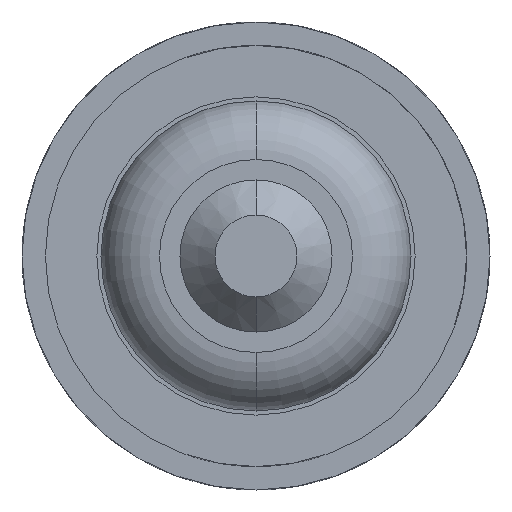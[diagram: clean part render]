
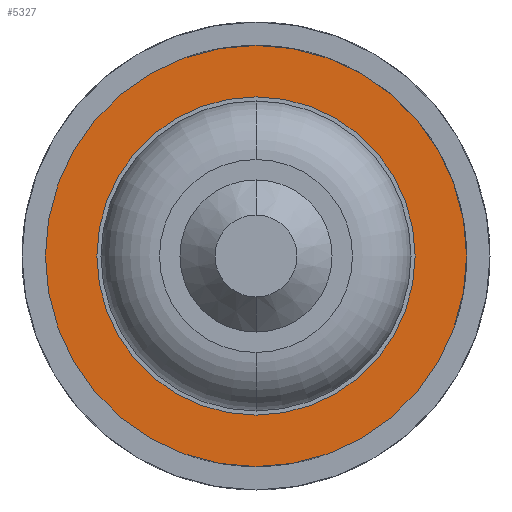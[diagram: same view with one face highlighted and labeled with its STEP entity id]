
A CAD part, front view. The second image highlights one B-rep face of the part: STEP entity #5327.
In plain terms, the highlighted planar face has unit normal (0, -1, 0).
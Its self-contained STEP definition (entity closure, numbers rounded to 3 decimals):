
#327 = CARTESIAN_POINT ( 'NONE',  ( 0., -7., 0. ) ) ;
#542 = CARTESIAN_POINT ( 'NONE',  ( 0., -7., -1.8 ) ) ;
#772 = DIRECTION ( 'NONE',  ( 0., -1., 0. ) ) ;
#867 = FACE_BOUND ( 'NONE', #5073, .T. ) ;
#1012 = VERTEX_POINT ( 'NONE', #1025 ) ;
#1017 = DIRECTION ( 'NONE',  ( 0., 0., 1. ) ) ;
#1025 = CARTESIAN_POINT ( 'NONE',  ( 0., -7., -1.325 ) ) ;
#1106 = CIRCLE ( 'NONE', #4350, 1.8 ) ;
#1802 = PLANE ( 'NONE',  #4784 ) ;
#1804 = VERTEX_POINT ( 'NONE', #4352 ) ;
#1829 = DIRECTION ( 'NONE',  ( 0., 0., -1. ) ) ;
#1915 = CARTESIAN_POINT ( 'NONE',  ( 0., -7., 0. ) ) ;
#2059 = ORIENTED_EDGE ( 'NONE', *, *, #5731, .T. ) ;
#2364 = DIRECTION ( 'NONE',  ( 0., 1., 0. ) ) ;
#2701 = CIRCLE ( 'NONE', #4562, 1.325 ) ;
#2737 = EDGE_LOOP ( 'NONE', ( #5793, #6668 ) ) ;
#2947 = DIRECTION ( 'NONE',  ( 0., 1., 0. ) ) ;
#2974 = DIRECTION ( 'NONE',  ( 0., 0., 1. ) ) ;
#3349 = ORIENTED_EDGE ( 'NONE', *, *, #5702, .T. ) ;
#3366 = CARTESIAN_POINT ( 'NONE',  ( 0., -7., 0. ) ) ;
#3405 = CARTESIAN_POINT ( 'NONE',  ( -1.8, -7., 0. ) ) ;
#3801 = FACE_OUTER_BOUND ( 'NONE', #2737, .T. ) ;
#3820 = CARTESIAN_POINT ( 'NONE',  ( 0., -7., 1.325 ) ) ;
#3884 = DIRECTION ( 'NONE',  ( 0., 0., 1. ) ) ;
#3904 = CARTESIAN_POINT ( 'NONE',  ( 0., -7., 0. ) ) ;
#3975 = AXIS2_PLACEMENT_3D ( 'NONE', #3366, #5409, #3884 ) ;
#4195 = CIRCLE ( 'NONE', #5450, 1.8 ) ;
#4311 = VERTEX_POINT ( 'NONE', #3820 ) ;
#4350 = AXIS2_PLACEMENT_3D ( 'NONE', #1915, #2947, #2974 ) ;
#4352 = CARTESIAN_POINT ( 'NONE',  ( 0., -7., 1.8 ) ) ;
#4462 = EDGE_CURVE ( 'Defeature ausgef�hrt1_0+Defeature ausgef�hrt1_100+Defeature ausgef�hrt1_100+Defeature ausgef�hrt1_100', #6149, #1804, #1106, .T. ) ;
#4562 = AXIS2_PLACEMENT_3D ( 'NONE', #3904, #4909, #6452 ) ;
#4669 = CIRCLE ( 'NONE', #3975, 1.325 ) ;
#4784 = AXIS2_PLACEMENT_3D ( 'NONE', #3405, #772, #1829 ) ;
#4909 = DIRECTION ( 'NONE',  ( 0., 1., 0. ) ) ;
#5073 = EDGE_LOOP ( 'NONE', ( #3349, #2059 ) ) ;
#5327 = ADVANCED_FACE ( 'Defeature ausgef�hrt1_100', ( #867, #3801 ), #1802, .T. ) ;
#5350 = EDGE_CURVE ( 'Defeature ausgef�hrt1_0+Defeature ausgef�hrt1_100+Defeature ausgef�hrt1_100+Defeature ausgef�hrt1_100', #1804, #6149, #4195, .T. ) ;
#5409 = DIRECTION ( 'NONE',  ( 0., 1., 0. ) ) ;
#5450 = AXIS2_PLACEMENT_3D ( 'NONE', #327, #2364, #1017 ) ;
#5702 = EDGE_CURVE ( 'Defeature ausgef�hrt1_100+Defeature ausgef�hrt1_99+Defeature ausgef�hrt1_99+Defeature ausgef�hrt1_99', #4311, #1012, #2701, .T. ) ;
#5731 = EDGE_CURVE ( 'Defeature ausgef�hrt1_100+Defeature ausgef�hrt1_99+Defeature ausgef�hrt1_99+Defeature ausgef�hrt1_99', #1012, #4311, #4669, .T. ) ;
#5793 = ORIENTED_EDGE ( 'NONE', *, *, #5350, .F. ) ;
#6149 = VERTEX_POINT ( 'NONE', #542 ) ;
#6452 = DIRECTION ( 'NONE',  ( 0., 0., 1. ) ) ;
#6668 = ORIENTED_EDGE ( 'NONE', *, *, #4462, .F. ) ;
